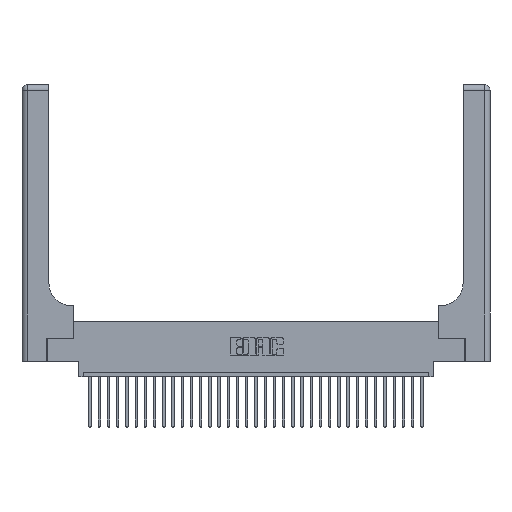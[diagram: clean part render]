
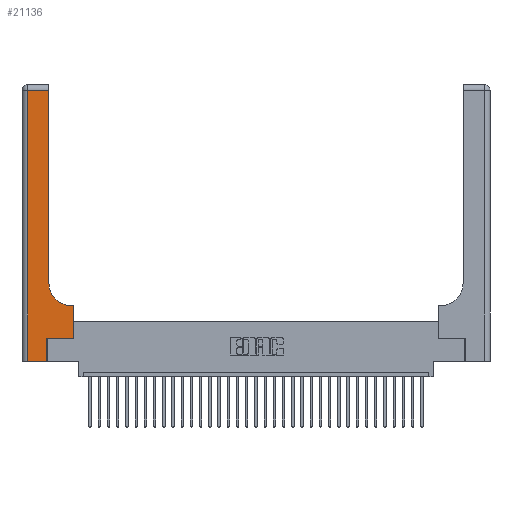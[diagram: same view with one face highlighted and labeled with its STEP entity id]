
A CAD part, top view. The second image highlights one B-rep face of the part: STEP entity #21136.
In plain terms, the highlighted planar face has unit normal (0, 0, 1).
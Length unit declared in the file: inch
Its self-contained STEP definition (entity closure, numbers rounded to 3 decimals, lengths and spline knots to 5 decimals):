
#82 = CARTESIAN_POINT ( 'NONE',  ( 0.269, 0., 0.37 ) ) ;
#795 = VERTEX_POINT ( 'NONE', #22582 ) ;
#810 = VERTEX_POINT ( 'NONE', #22913 ) ;
#1204 = VECTOR ( 'NONE', #17797, 39.37008 ) ;
#1610 = DIRECTION ( 'NONE',  ( 0., 1., 0. ) ) ;
#2317 = VECTOR ( 'NONE', #1610, 39.37008 ) ;
#2534 = ORIENTED_EDGE ( 'NONE', *, *, #33563, .T. ) ;
#3109 = DIRECTION ( 'NONE',  ( -1., 0., 0. ) ) ;
#3387 = EDGE_CURVE ( 'NONE', #30898, #33662, #9304, .T. ) ;
#4586 = CARTESIAN_POINT ( 'NONE',  ( 0.2915, 3., 0.37 ) ) ;
#4660 = CIRCLE ( 'NONE', #11580, 0.25 ) ;
#5330 = DIRECTION ( 'NONE',  ( 1., 0., 0. ) ) ;
#5802 = LINE ( 'NONE', #11026, #23782 ) ;
#7328 = CARTESIAN_POINT ( 'NONE',  ( 0.06, 3., 0.37 ) ) ;
#8222 = AXIS2_PLACEMENT_3D ( 'NONE', #16168, #32172, #19059 ) ;
#8542 = LINE ( 'NONE', #25133, #1204 ) ;
#9272 = EDGE_CURVE ( 'NONE', #21664, #795, #33536, .T. ) ;
#9304 = LINE ( 'NONE', #4586, #2317 ) ;
#9918 = ORIENTED_EDGE ( 'NONE', *, *, #3387, .T. ) ;
#10270 = EDGE_CURVE ( 'NONE', #795, #30854, #8542, .T. ) ;
#10793 = CARTESIAN_POINT ( 'NONE',  ( 0.269, 0.25, 0.37 ) ) ;
#10961 = VECTOR ( 'NONE', #5330, 39.37008 ) ;
#11026 = CARTESIAN_POINT ( 'NONE',  ( 0., 0., 0.37 ) ) ;
#11129 = PLANE ( 'NONE',  #8222 ) ;
#11580 = AXIS2_PLACEMENT_3D ( 'NONE', #12945, #31254, #15600 ) ;
#11834 = ORIENTED_EDGE ( 'NONE', *, *, #9272, .T. ) ;
#12758 = VERTEX_POINT ( 'NONE', #14177 ) ;
#12821 = CARTESIAN_POINT ( 'NONE',  ( 0.5585, 0.25, 0.37 ) ) ;
#12878 = LINE ( 'NONE', #82, #23103 ) ;
#12945 = CARTESIAN_POINT ( 'NONE',  ( 0.5415, 0.85, 0.37 ) ) ;
#14177 = CARTESIAN_POINT ( 'NONE',  ( 0.06, 2.94, 0.37 ) ) ;
#15506 = ORIENTED_EDGE ( 'NONE', *, *, #10270, .T. ) ;
#15600 = DIRECTION ( 'NONE',  ( 1., 0., 0. ) ) ;
#16168 = CARTESIAN_POINT ( 'NONE',  ( 0., 3., 0.37 ) ) ;
#16172 = ORIENTED_EDGE ( 'NONE', *, *, #29407, .T. ) ;
#16546 = EDGE_LOOP ( 'NONE', ( #9918, #2534, #16172, #31684, #32392, #26805, #11834, #15506, #21183 ) ) ;
#16944 = VERTEX_POINT ( 'NONE', #28353 ) ;
#17797 = DIRECTION ( 'NONE',  ( -1., 0., 0. ) ) ;
#19059 = DIRECTION ( 'NONE',  ( -1., 0., 0. ) ) ;
#19911 = CARTESIAN_POINT ( 'NONE',  ( 0.2915, 0.85, 0.37 ) ) ;
#20393 = EDGE_CURVE ( 'NONE', #810, #16944, #12878, .T. ) ;
#20489 = VERTEX_POINT ( 'NONE', #28950 ) ;
#21136 = ADVANCED_FACE ( 'NONE', ( #28910 ), #11129, .F. ) ;
#21149 = DIRECTION ( 'NONE',  ( 0., 1., 0. ) ) ;
#21183 = ORIENTED_EDGE ( 'NONE', *, *, #22996, .T. ) ;
#21503 = VECTOR ( 'NONE', #28434, 39.37008 ) ;
#21664 = VERTEX_POINT ( 'NONE', #26127 ) ;
#22104 = VECTOR ( 'NONE', #25824, 39.37008 ) ;
#22582 = CARTESIAN_POINT ( 'NONE',  ( 0.5585, 0.6, 0.37 ) ) ;
#22717 = CARTESIAN_POINT ( 'NONE',  ( 0.5415, 0.6, 0.37 ) ) ;
#22913 = CARTESIAN_POINT ( 'NONE',  ( 0.269, 0., 0.37 ) ) ;
#22996 = EDGE_CURVE ( 'NONE', #30854, #30898, #4660, .T. ) ;
#23103 = VECTOR ( 'NONE', #21149, 39.37008 ) ;
#23782 = VECTOR ( 'NONE', #24279, 39.37008 ) ;
#24279 = DIRECTION ( 'NONE',  ( 1., 0., 0. ) ) ;
#24734 = CARTESIAN_POINT ( 'NONE',  ( 0.2915, 2.94, 0.37 ) ) ;
#25133 = CARTESIAN_POINT ( 'NONE',  ( 0.2915, 0.6, 0.37 ) ) ;
#25824 = DIRECTION ( 'NONE',  ( 0., 1., 0. ) ) ;
#26127 = CARTESIAN_POINT ( 'NONE',  ( 0.5585, 0.25, 0.37 ) ) ;
#26311 = EDGE_CURVE ( 'NONE', #16944, #21664, #26480, .T. ) ;
#26480 = LINE ( 'NONE', #10793, #10961 ) ;
#26805 = ORIENTED_EDGE ( 'NONE', *, *, #26311, .T. ) ;
#27304 = VECTOR ( 'NONE', #3109, 39.37008 ) ;
#28353 = CARTESIAN_POINT ( 'NONE',  ( 0.269, 0.25, 0.37 ) ) ;
#28415 = LINE ( 'NONE', #7328, #21503 ) ;
#28434 = DIRECTION ( 'NONE',  ( 0., -1., 0. ) ) ;
#28910 = FACE_OUTER_BOUND ( 'NONE', #16546, .T. ) ;
#28950 = CARTESIAN_POINT ( 'NONE',  ( 0.06, 0., 0.37 ) ) ;
#28969 = CARTESIAN_POINT ( 'NONE',  ( 0., 2.94, 0.37 ) ) ;
#29407 = EDGE_CURVE ( 'NONE', #12758, #20489, #28415, .T. ) ;
#30854 = VERTEX_POINT ( 'NONE', #22717 ) ;
#30898 = VERTEX_POINT ( 'NONE', #19911 ) ;
#31254 = DIRECTION ( 'NONE',  ( 0., 0., -1. ) ) ;
#31318 = EDGE_CURVE ( 'NONE', #20489, #810, #5802, .T. ) ;
#31684 = ORIENTED_EDGE ( 'NONE', *, *, #31318, .T. ) ;
#31829 = LINE ( 'NONE', #28969, #27304 ) ;
#32172 = DIRECTION ( 'NONE',  ( 0., 0., -1. ) ) ;
#32392 = ORIENTED_EDGE ( 'NONE', *, *, #20393, .T. ) ;
#33536 = LINE ( 'NONE', #12821, #22104 ) ;
#33563 = EDGE_CURVE ( 'NONE', #33662, #12758, #31829, .T. ) ;
#33662 = VERTEX_POINT ( 'NONE', #24734 ) ;
